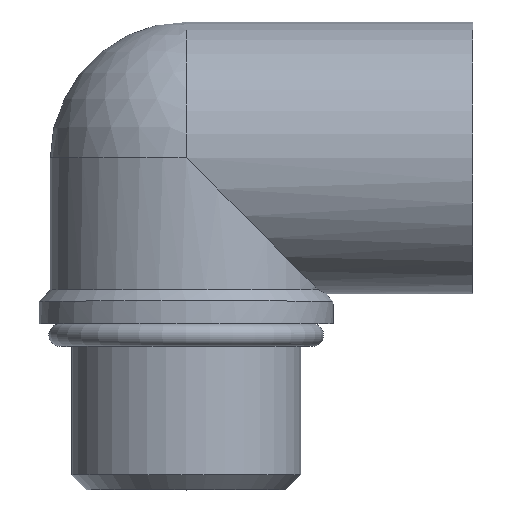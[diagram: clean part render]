
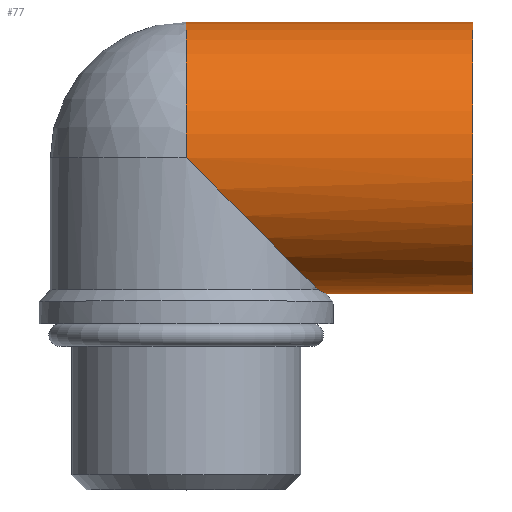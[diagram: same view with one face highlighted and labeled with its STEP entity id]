
A CAD part, top view. The second image highlights one B-rep face of the part: STEP entity #77.
In plain terms, the highlighted cylindrical face has radius 9 mm (diameter 18 mm), a full revolution.
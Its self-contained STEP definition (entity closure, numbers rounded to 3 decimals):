
#77 = ADVANCED_FACE( '', ( #99, #100 ), #101, .T. );
#99 = FACE_OUTER_BOUND( '', #148, .T. );
#100 = FACE_OUTER_BOUND( '', #149, .T. );
#101 = CYLINDRICAL_SURFACE( '', #150, 9. );
#148 = EDGE_LOOP( '', ( #202 ) );
#149 = EDGE_LOOP( '', ( #203, #204, #205, #206 ) );
#150 = AXIS2_PLACEMENT_3D( '', #207, #208, #209 );
#202 = ORIENTED_EDGE( '', *, *, #289, .F. );
#203 = ORIENTED_EDGE( '', *, *, #290, .T. );
#204 = ORIENTED_EDGE( '', *, *, #286, .T. );
#205 = ORIENTED_EDGE( '', *, *, #291, .T. );
#206 = ORIENTED_EDGE( '', *, *, #292, .F. );
#207 = CARTESIAN_POINT( '', ( 19., 6.5, 0. ) );
#208 = DIRECTION( '', ( 1., 0., 0. ) );
#209 = DIRECTION( '', ( 0., 0., 1. ) );
#286 = EDGE_CURVE( '', #309, #310, #311, .T. );
#289 = EDGE_CURVE( '', #315, #315, #316, .T. );
#290 = EDGE_CURVE( '', #317, #309, #318, .T. );
#291 = EDGE_CURVE( '', #310, #319, #320, .T. );
#292 = EDGE_CURVE( '', #317, #319, #321, .F. );
#309 = VERTEX_POINT( '', #348 );
#310 = VERTEX_POINT( '', #349 );
#311 = B_SPLINE_CURVE_WITH_KNOTS( '', 3, ( #350, #351, #352, #353, #354, #355, #356, #357, #358, #359, #360, #361 ), .UNSPECIFIED., .F., .F., ( 4, 2, 2, 2, 2, 4 ), ( 0., 0.001, 0.002, 0.002, 0.003, 0.005 ), .UNSPECIFIED. );
#315 = VERTEX_POINT( '', #365 );
#316 = CIRCLE( '', #366, 9. );
#317 = VERTEX_POINT( '', #367 );
#318 = ELLIPSE( '', #368, 12.728, 9. );
#319 = VERTEX_POINT( '', #369 );
#320 = ELLIPSE( '', #370, 12.728, 9. );
#321 = CIRCLE( '', #371, 9. );
#348 = CARTESIAN_POINT( '', ( 8.75, -2.25, 2.107 ) );
#349 = CARTESIAN_POINT( '', ( 8.75, -2.25, -2.107 ) );
#350 = CARTESIAN_POINT( '', ( 8.75, -2.25, 2.107 ) );
#351 = CARTESIAN_POINT( '', ( 8.908, -2.328, 1.783 ) );
#352 = CARTESIAN_POINT( '', ( 9.033, -2.39, 1.445 ) );
#353 = CARTESIAN_POINT( '', ( 9.162, -2.455, 0.913 ) );
#354 = CARTESIAN_POINT( '', ( 9.195, -2.472, 0.73 ) );
#355 = CARTESIAN_POINT( '', ( 9.239, -2.494, 0.367 ) );
#356 = CARTESIAN_POINT( '', ( 9.25, -2.5, 0.185 ) );
#357 = CARTESIAN_POINT( '', ( 9.25, -2.5, -0.362 ) );
#358 = CARTESIAN_POINT( '', ( 9.205, -2.477, -0.733 ) );
#359 = CARTESIAN_POINT( '', ( 9.034, -2.391, -1.441 ) );
#360 = CARTESIAN_POINT( '', ( 8.909, -2.328, -1.782 ) );
#361 = CARTESIAN_POINT( '', ( 8.75, -2.25, -2.107 ) );
#365 = CARTESIAN_POINT( '', ( 19., 6.5, -9. ) );
#366 = AXIS2_PLACEMENT_3D( '', #405, #406, #407 );
#367 = CARTESIAN_POINT( '', ( 0., 6.5, 9. ) );
#368 = AXIS2_PLACEMENT_3D( '', #408, #409, #410 );
#369 = CARTESIAN_POINT( '', ( 0., 6.5, -9. ) );
#370 = AXIS2_PLACEMENT_3D( '', #411, #412, #413 );
#371 = AXIS2_PLACEMENT_3D( '', #414, #415, #416 );
#405 = CARTESIAN_POINT( '', ( 19., 6.5, 0. ) );
#406 = DIRECTION( '', ( 1., 0., 0. ) );
#407 = DIRECTION( '', ( 0., 0., -1. ) );
#408 = CARTESIAN_POINT( '', ( 0., 6.5, 0. ) );
#409 = DIRECTION( '', ( 0.707, 0.707, 0. ) );
#410 = DIRECTION( '', ( -0.707, 0.707, 0. ) );
#411 = CARTESIAN_POINT( '', ( 0., 6.5, 0. ) );
#412 = DIRECTION( '', ( 0.707, 0.707, 0. ) );
#413 = DIRECTION( '', ( -0.707, 0.707, 0. ) );
#414 = CARTESIAN_POINT( '', ( 0., 6.5, 0. ) );
#415 = DIRECTION( '', ( 1., 0., 0. ) );
#416 = DIRECTION( '', ( 0., 0., -1. ) );
